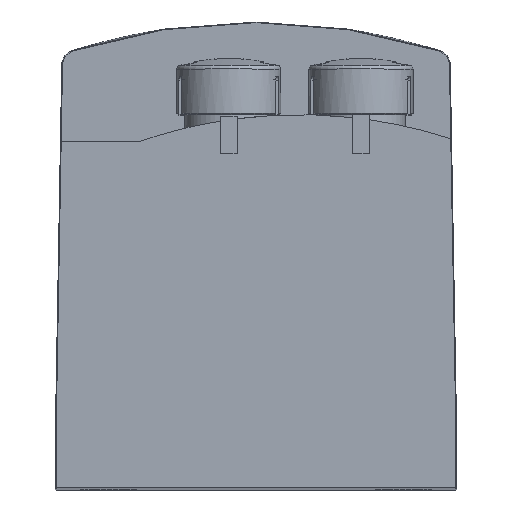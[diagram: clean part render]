
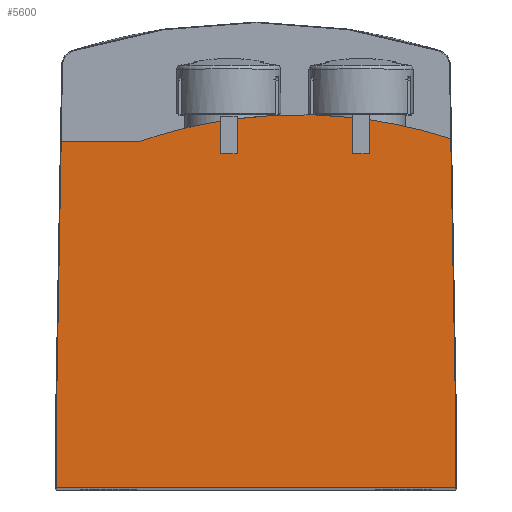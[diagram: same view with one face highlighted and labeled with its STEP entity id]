
A CAD part, top view. The second image highlights one B-rep face of the part: STEP entity #5600.
In plain terms, the highlighted planar face has unit normal (0, 0, 1).
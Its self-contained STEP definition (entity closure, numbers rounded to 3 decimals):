
#116=PLANE('',#5850);
#293=LINE('',#7484,#675);
#308=LINE('',#7569,#690);
#309=LINE('',#7571,#691);
#310=LINE('',#7572,#692);
#311=LINE('',#7574,#693);
#312=LINE('',#7576,#694);
#313=LINE('',#7578,#695);
#314=LINE('',#7581,#696);
#315=LINE('',#7583,#697);
#316=LINE('',#7585,#698);
#317=LINE('',#7586,#699);
#318=LINE('',#7588,#700);
#675=VECTOR('',#6284,1000.);
#690=VECTOR('',#6311,1000.);
#691=VECTOR('',#6312,1000.);
#692=VECTOR('',#6313,1000.);
#693=VECTOR('',#6314,1000.);
#694=VECTOR('',#6315,1000.);
#695=VECTOR('',#6316,1000.);
#696=VECTOR('',#6319,1000.);
#697=VECTOR('',#6320,1000.);
#698=VECTOR('',#6321,1000.);
#699=VECTOR('',#6322,1000.);
#700=VECTOR('',#6323,1000.);
#1089=ORIENTED_EDGE('',*,*,#2296,.F.);
#1090=ORIENTED_EDGE('',*,*,#2295,.T.);
#1091=ORIENTED_EDGE('',*,*,#2297,.T.);
#1092=ORIENTED_EDGE('',*,*,#2273,.T.);
#1093=ORIENTED_EDGE('',*,*,#2298,.T.);
#1094=ORIENTED_EDGE('',*,*,#2299,.T.);
#1095=ORIENTED_EDGE('',*,*,#2300,.T.);
#1096=ORIENTED_EDGE('',*,*,#2301,.T.);
#1097=ORIENTED_EDGE('',*,*,#2302,.T.);
#1098=ORIENTED_EDGE('',*,*,#2291,.T.);
#1099=ORIENTED_EDGE('',*,*,#2303,.F.);
#1100=ORIENTED_EDGE('',*,*,#2304,.F.);
#1101=ORIENTED_EDGE('',*,*,#2305,.F.);
#1102=ORIENTED_EDGE('',*,*,#2287,.T.);
#1103=ORIENTED_EDGE('',*,*,#2306,.F.);
#1104=ORIENTED_EDGE('',*,*,#2307,.F.);
#2273=EDGE_CURVE('',#2872,#2876,#293,.T.);
#2287=EDGE_CURVE('',#2891,#2890,#3253,.F.);
#2291=EDGE_CURVE('',#2895,#2894,#3254,.F.);
#2295=EDGE_CURVE('',#2888,#2898,#3256,.F.);
#2296=EDGE_CURVE('',#2888,#2899,#308,.T.);
#2297=EDGE_CURVE('',#2898,#2872,#309,.T.);
#2298=EDGE_CURVE('',#2876,#2900,#310,.T.);
#2299=EDGE_CURVE('',#2900,#2901,#311,.T.);
#2300=EDGE_CURVE('',#2901,#2902,#312,.T.);
#2301=EDGE_CURVE('',#2902,#2903,#313,.T.);
#2302=EDGE_CURVE('',#2903,#2895,#3257,.F.);
#2303=EDGE_CURVE('',#2904,#2894,#314,.T.);
#2304=EDGE_CURVE('',#2905,#2904,#315,.T.);
#2305=EDGE_CURVE('',#2891,#2905,#316,.T.);
#2306=EDGE_CURVE('',#2906,#2890,#317,.T.);
#2307=EDGE_CURVE('',#2899,#2906,#318,.T.);
#2872=VERTEX_POINT('',#7475);
#2876=VERTEX_POINT('',#7483);
#2888=VERTEX_POINT('',#7534);
#2890=VERTEX_POINT('',#7544);
#2891=VERTEX_POINT('',#7546);
#2894=VERTEX_POINT('',#7558);
#2895=VERTEX_POINT('',#7560);
#2898=VERTEX_POINT('',#7566);
#2899=VERTEX_POINT('',#7570);
#2900=VERTEX_POINT('',#7573);
#2901=VERTEX_POINT('',#7575);
#2902=VERTEX_POINT('',#7577);
#2903=VERTEX_POINT('',#7579);
#2904=VERTEX_POINT('',#7582);
#2905=VERTEX_POINT('',#7584);
#2906=VERTEX_POINT('',#7587);
#3253=CIRCLE('',#5846,63.);
#3254=CIRCLE('',#5847,63.);
#3256=CIRCLE('',#5849,63.);
#3257=CIRCLE('',#5851,0.2);
#3423=EDGE_LOOP('',(#1089,#1090,#1091,#1092,#1093,#1094,#1095,#1096,#1097,
#1098,#1099,#1100,#1101,#1102,#1103,#1104));
#3691=FACE_BOUND('',#3423,.T.);
#5600=ADVANCED_FACE('',(#3691),#116,.F.);
#5846=AXIS2_PLACEMENT_3D('',#7545,#6297,#6298);
#5847=AXIS2_PLACEMENT_3D('',#7559,#6301,#6302);
#5849=AXIS2_PLACEMENT_3D('',#7567,#6307,#6308);
#5850=AXIS2_PLACEMENT_3D('',#7568,#6309,#6310);
#5851=AXIS2_PLACEMENT_3D('',#7580,#6317,#6318);
#6284=DIRECTION('',(-0.017,-1.,0.));
#6297=DIRECTION('',(0.,0.,-1.));
#6298=DIRECTION('',(-1.,0.,0.));
#6301=DIRECTION('',(0.,0.,-1.));
#6302=DIRECTION('',(-1.,0.,0.));
#6307=DIRECTION('',(0.,0.,-1.));
#6308=DIRECTION('',(-1.,0.,0.));
#6309=DIRECTION('',(0.,0.,-1.));
#6310=DIRECTION('',(-1.,0.,0.));
#6311=DIRECTION('',(0.,-1.,0.));
#6312=DIRECTION('',(-1.,0.,0.));
#6313=DIRECTION('',(0.,-1.,0.));
#6314=DIRECTION('',(1.,0.,0.));
#6315=DIRECTION('',(0.,1.,0.));
#6316=DIRECTION('',(-0.017,1.,0.));
#6317=DIRECTION('',(0.,0.,-1.));
#6318=DIRECTION('',(-1.,0.,0.));
#6319=DIRECTION('',(0.,1.,0.));
#6320=DIRECTION('',(1.,0.,0.));
#6321=DIRECTION('',(0.,-1.,0.));
#6322=DIRECTION('',(0.,1.,0.));
#6323=DIRECTION('',(1.,0.,0.));
#7475=CARTESIAN_POINT('',(-25.062,44.57,100.9));
#7483=CARTESIAN_POINT('',(-25.7,8.,100.9));
#7484=CARTESIAN_POINT('',(-24.793,59.982,100.9));
#7534=CARTESIAN_POINT('',(-4.575,47.181,100.9));
#7544=CARTESIAN_POINT('',(-2.425,47.493,100.9));
#7545=CARTESIAN_POINT('',(5.55,-15.,100.9));
#7546=CARTESIAN_POINT('',(12.425,47.624,100.9));
#7558=CARTESIAN_POINT('',(14.575,47.35,100.9));
#7559=CARTESIAN_POINT('',(5.55,-15.,100.9));
#7560=CARTESIAN_POINT('',(24.94,44.942,100.9));
#7566=CARTESIAN_POINT('',(-14.954,44.57,100.9));
#7567=CARTESIAN_POINT('',(5.55,-15.,100.9));
#7568=CARTESIAN_POINT('',(-25.8,60.,100.9));
#7569=CARTESIAN_POINT('',(-4.575,60.,100.9));
#7570=CARTESIAN_POINT('',(-4.575,43.,100.9));
#7571=CARTESIAN_POINT('',(-25.8,44.57,100.9));
#7572=CARTESIAN_POINT('',(-25.7,60.,100.9));
#7573=CARTESIAN_POINT('',(-25.7,0.,100.9));
#7574=CARTESIAN_POINT('',(-25.8,0.,100.9));
#7575=CARTESIAN_POINT('',(25.7,0.,100.9));
#7576=CARTESIAN_POINT('',(25.7,60.,100.9));
#7577=CARTESIAN_POINT('',(25.7,8.,100.9));
#7578=CARTESIAN_POINT('',(24.777,60.883,100.9));
#7579=CARTESIAN_POINT('',(25.057,44.842,100.9));
#7580=CARTESIAN_POINT('',(24.878,44.752,100.9));
#7581=CARTESIAN_POINT('',(14.575,60.,100.9));
#7582=CARTESIAN_POINT('',(14.575,43.,100.9));
#7583=CARTESIAN_POINT('',(-25.8,43.,100.9));
#7584=CARTESIAN_POINT('',(12.425,43.,100.9));
#7585=CARTESIAN_POINT('',(12.425,60.,100.9));
#7586=CARTESIAN_POINT('',(-2.425,60.,100.9));
#7587=CARTESIAN_POINT('',(-2.425,43.,100.9));
#7588=CARTESIAN_POINT('',(-25.8,43.,100.9));
